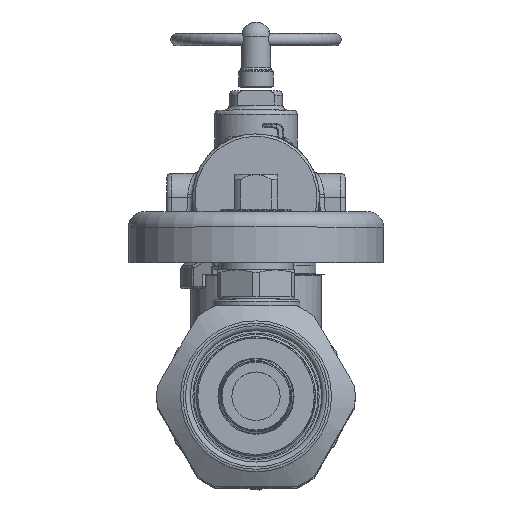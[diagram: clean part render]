
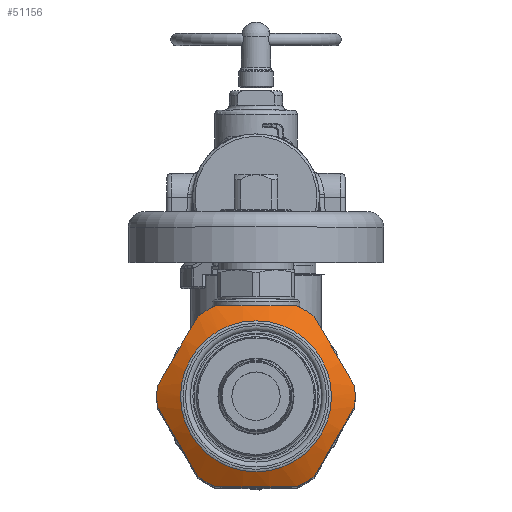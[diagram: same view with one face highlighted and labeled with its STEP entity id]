
A CAD part, top view. The second image highlights one B-rep face of the part: STEP entity #51156.
In plain terms, the highlighted conical face has half-angle 60 degrees and reference radius 17.78 mm.
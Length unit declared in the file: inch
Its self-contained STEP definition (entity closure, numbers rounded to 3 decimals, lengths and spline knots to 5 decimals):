
#82=(
BOUNDED_CURVE()
B_SPLINE_CURVE(2,(#154539,#154540,#154541),.UNSPECIFIED.,.F.,.F.)
B_SPLINE_CURVE_WITH_KNOTS((3,3),(0.,1.67512),.UNSPECIFIED.)
CURVE()
GEOMETRIC_REPRESENTATION_ITEM()
RATIONAL_B_SPLINE_CURVE((1.,1.096,1.))
REPRESENTATION_ITEM('')
);
#83=(
BOUNDED_CURVE()
B_SPLINE_CURVE(2,(#154545,#154546,#154547),.UNSPECIFIED.,.F.,.F.)
B_SPLINE_CURVE_WITH_KNOTS((3,3),(0.,1.67512),.UNSPECIFIED.)
CURVE()
GEOMETRIC_REPRESENTATION_ITEM()
RATIONAL_B_SPLINE_CURVE((1.,1.096,1.))
REPRESENTATION_ITEM('')
);
#84=(
BOUNDED_CURVE()
B_SPLINE_CURVE(2,(#154551,#154552,#154553),.UNSPECIFIED.,.F.,.F.)
B_SPLINE_CURVE_WITH_KNOTS((3,3),(0.,1.67512),.UNSPECIFIED.)
CURVE()
GEOMETRIC_REPRESENTATION_ITEM()
RATIONAL_B_SPLINE_CURVE((1.,1.096,1.))
REPRESENTATION_ITEM('')
);
#85=(
BOUNDED_CURVE()
B_SPLINE_CURVE(2,(#154557,#154558,#154559),.UNSPECIFIED.,.F.,.F.)
B_SPLINE_CURVE_WITH_KNOTS((3,3),(0.,1.67512),.UNSPECIFIED.)
CURVE()
GEOMETRIC_REPRESENTATION_ITEM()
RATIONAL_B_SPLINE_CURVE((1.,1.096,1.))
REPRESENTATION_ITEM('')
);
#86=(
BOUNDED_CURVE()
B_SPLINE_CURVE(2,(#154563,#154564,#154565),.UNSPECIFIED.,.F.,.F.)
B_SPLINE_CURVE_WITH_KNOTS((3,3),(0.,1.67512),.UNSPECIFIED.)
CURVE()
GEOMETRIC_REPRESENTATION_ITEM()
RATIONAL_B_SPLINE_CURVE((1.,1.096,1.))
REPRESENTATION_ITEM('')
);
#87=(
BOUNDED_CURVE()
B_SPLINE_CURVE(2,(#154569,#154570,#154571),.UNSPECIFIED.,.F.,.F.)
B_SPLINE_CURVE_WITH_KNOTS((3,3),(0.,1.67512),.UNSPECIFIED.)
CURVE()
GEOMETRIC_REPRESENTATION_ITEM()
RATIONAL_B_SPLINE_CURVE((1.,1.096,1.))
REPRESENTATION_ITEM('')
);
#3762=CONICAL_SURFACE('',#55569,0.7,1.047);
#5813=FACE_OUTER_BOUND('',#9098,.T.);
#9098=EDGE_LOOP('',(#41083,#41084,#41085,#41086,#41087,#41088,#41089,#41090,
#41091,#41092,#41093,#41094,#41095,#41096,#41097,#41098));
#14573=CIRCLE('',#55566,0.60928);
#14575=CIRCLE('',#55570,0.8);
#14576=CIRCLE('',#55571,0.8);
#14577=CIRCLE('',#55572,0.8);
#14578=CIRCLE('',#55573,0.8);
#14579=CIRCLE('',#55574,0.8);
#14580=CIRCLE('',#55575,0.8);
#14581=CIRCLE('',#55576,0.8);
#16378=LINE('',#154535,#18841);
#18841=VECTOR('',#63831,0.7);
#22792=VERTEX_POINT('',#154527);
#22794=VERTEX_POINT('',#154534);
#22795=VERTEX_POINT('',#154536);
#22796=VERTEX_POINT('',#154538);
#22797=VERTEX_POINT('',#154542);
#22798=VERTEX_POINT('',#154544);
#22799=VERTEX_POINT('',#154548);
#22800=VERTEX_POINT('',#154550);
#22801=VERTEX_POINT('',#154554);
#22802=VERTEX_POINT('',#154556);
#22803=VERTEX_POINT('',#154560);
#22804=VERTEX_POINT('',#154562);
#22805=VERTEX_POINT('',#154566);
#22806=VERTEX_POINT('',#154568);
#29246=EDGE_CURVE('',#22792,#22792,#14573,.T.);
#29248=EDGE_CURVE('',#22792,#22794,#16378,.T.);
#29249=EDGE_CURVE('',#22795,#22794,#14575,.T.);
#29250=EDGE_CURVE('',#22796,#22795,#82,.T.);
#29251=EDGE_CURVE('',#22797,#22796,#14576,.T.);
#29252=EDGE_CURVE('',#22798,#22797,#83,.T.);
#29253=EDGE_CURVE('',#22799,#22798,#14577,.T.);
#29254=EDGE_CURVE('',#22800,#22799,#84,.T.);
#29255=EDGE_CURVE('',#22801,#22800,#14578,.T.);
#29256=EDGE_CURVE('',#22802,#22801,#85,.T.);
#29257=EDGE_CURVE('',#22803,#22802,#14579,.T.);
#29258=EDGE_CURVE('',#22804,#22803,#86,.T.);
#29259=EDGE_CURVE('',#22805,#22804,#14580,.T.);
#29260=EDGE_CURVE('',#22806,#22805,#87,.T.);
#29261=EDGE_CURVE('',#22794,#22806,#14581,.T.);
#41083=ORIENTED_EDGE('',*,*,#29246,.F.);
#41084=ORIENTED_EDGE('',*,*,#29248,.T.);
#41085=ORIENTED_EDGE('',*,*,#29249,.F.);
#41086=ORIENTED_EDGE('',*,*,#29250,.F.);
#41087=ORIENTED_EDGE('',*,*,#29251,.F.);
#41088=ORIENTED_EDGE('',*,*,#29252,.F.);
#41089=ORIENTED_EDGE('',*,*,#29253,.F.);
#41090=ORIENTED_EDGE('',*,*,#29254,.F.);
#41091=ORIENTED_EDGE('',*,*,#29255,.F.);
#41092=ORIENTED_EDGE('',*,*,#29256,.F.);
#41093=ORIENTED_EDGE('',*,*,#29257,.F.);
#41094=ORIENTED_EDGE('',*,*,#29258,.F.);
#41095=ORIENTED_EDGE('',*,*,#29259,.F.);
#41096=ORIENTED_EDGE('',*,*,#29260,.F.);
#41097=ORIENTED_EDGE('',*,*,#29261,.F.);
#41098=ORIENTED_EDGE('',*,*,#29248,.F.);
#51156=ADVANCED_FACE('',(#5813),#3762,.T.);
#55566=AXIS2_PLACEMENT_3D('',#154529,#63823,#63824);
#55569=AXIS2_PLACEMENT_3D('',#154533,#63829,#63830);
#55570=AXIS2_PLACEMENT_3D('',#154537,#63832,#63833);
#55571=AXIS2_PLACEMENT_3D('',#154543,#63834,#63835);
#55572=AXIS2_PLACEMENT_3D('',#154549,#63836,#63837);
#55573=AXIS2_PLACEMENT_3D('',#154555,#63838,#63839);
#55574=AXIS2_PLACEMENT_3D('',#154561,#63840,#63841);
#55575=AXIS2_PLACEMENT_3D('',#154567,#63842,#63843);
#55576=AXIS2_PLACEMENT_3D('',#154572,#63844,#63845);
#63823=DIRECTION('center_axis',(0.,0.,
1.));
#63824=DIRECTION('ref_axis',(-1.,0.,0.));
#63829=DIRECTION('center_axis',(0.,0.,-1.));
#63830=DIRECTION('ref_axis',(1.,0.,0.));
#63831=DIRECTION('',(-0.866,0.,-0.5));
#63832=DIRECTION('center_axis',(0.,0.,-1.));
#63833=DIRECTION('ref_axis',(-1.,0.,0.));
#63834=DIRECTION('center_axis',(0.,0.,-1.));
#63835=DIRECTION('ref_axis',(-1.,0.,0.));
#63836=DIRECTION('center_axis',(0.,0.,-1.));
#63837=DIRECTION('ref_axis',(-1.,0.,0.));
#63838=DIRECTION('center_axis',(0.,0.,-1.));
#63839=DIRECTION('ref_axis',(-1.,0.,0.));
#63840=DIRECTION('center_axis',(0.,0.,-1.));
#63841=DIRECTION('ref_axis',(-1.,0.,0.));
#63842=DIRECTION('center_axis',(0.,0.,-1.));
#63843=DIRECTION('ref_axis',(-1.,0.,0.));
#63844=DIRECTION('center_axis',(0.,0.,-1.));
#63845=DIRECTION('ref_axis',(-1.,0.,0.));
#154527=CARTESIAN_POINT('',(-0.60928,0.,0.62464));
#154529=CARTESIAN_POINT('Origin',(0.,0.,
0.62464));
#154533=CARTESIAN_POINT('Origin',(0.,0.,0.57226));
#154534=CARTESIAN_POINT('',(-0.8,0.,0.51453));
#154535=CARTESIAN_POINT('',(-0.7,0.,0.57226));
#154536=CARTESIAN_POINT('',(-0.79583,-0.08158,0.51453));
#154537=CARTESIAN_POINT('Origin',(0.,0.,0.51453));
#154538=CARTESIAN_POINT('',(-0.46857,-0.64842,0.51453));
#154539=CARTESIAN_POINT('Ctrl Pts',(-0.46857,-0.64842,
0.51453));
#154540=CARTESIAN_POINT('Ctrl Pts',(-0.6322,-0.365,0.59182));
#154541=CARTESIAN_POINT('Ctrl Pts',(-0.79583,-0.08158,
0.51453));
#154542=CARTESIAN_POINT('',(-0.32726,-0.73,0.51453));
#154543=CARTESIAN_POINT('Origin',(0.,0.,0.51453));
#154544=CARTESIAN_POINT('',(0.32726,-0.73,0.51453));
#154545=CARTESIAN_POINT('Ctrl Pts',(0.32726,-0.73,0.51453));
#154546=CARTESIAN_POINT('Ctrl Pts',(0.,-0.73,0.59182));
#154547=CARTESIAN_POINT('Ctrl Pts',(-0.32726,-0.73,0.51453));
#154548=CARTESIAN_POINT('',(0.46857,-0.64842,0.51453));
#154549=CARTESIAN_POINT('Origin',(0.,0.,0.51453));
#154550=CARTESIAN_POINT('',(0.79583,-0.08158,0.51453));
#154551=CARTESIAN_POINT('Ctrl Pts',(0.79583,-0.08158,
0.51453));
#154552=CARTESIAN_POINT('Ctrl Pts',(0.6322,-0.365,
0.59182));
#154553=CARTESIAN_POINT('Ctrl Pts',(0.46857,-0.64842,
0.51453));
#154554=CARTESIAN_POINT('',(0.79583,0.08158,0.51453));
#154555=CARTESIAN_POINT('Origin',(0.,0.,0.51453));
#154556=CARTESIAN_POINT('',(0.46857,0.64842,0.51453));
#154557=CARTESIAN_POINT('Ctrl Pts',(0.46857,0.64842,
0.51453));
#154558=CARTESIAN_POINT('Ctrl Pts',(0.6322,0.365,0.59182));
#154559=CARTESIAN_POINT('Ctrl Pts',(0.79583,0.08158,
0.51453));
#154560=CARTESIAN_POINT('',(0.32726,0.73,0.51453));
#154561=CARTESIAN_POINT('Origin',(0.,0.,0.51453));
#154562=CARTESIAN_POINT('',(-0.32726,0.73,0.51453));
#154563=CARTESIAN_POINT('Ctrl Pts',(-0.32726,0.73,
0.51453));
#154564=CARTESIAN_POINT('Ctrl Pts',(0.,0.73,0.59182));
#154565=CARTESIAN_POINT('Ctrl Pts',(0.32726,0.73,0.51453));
#154566=CARTESIAN_POINT('',(-0.46857,0.64842,0.51453));
#154567=CARTESIAN_POINT('Origin',(0.,0.,0.51453));
#154568=CARTESIAN_POINT('',(-0.79583,0.08158,0.51453));
#154569=CARTESIAN_POINT('Ctrl Pts',(-0.79583,0.08158,
0.51453));
#154570=CARTESIAN_POINT('Ctrl Pts',(-0.6322,0.365,
0.59182));
#154571=CARTESIAN_POINT('Ctrl Pts',(-0.46857,0.64842,
0.51453));
#154572=CARTESIAN_POINT('Origin',(0.,0.,0.51453));
